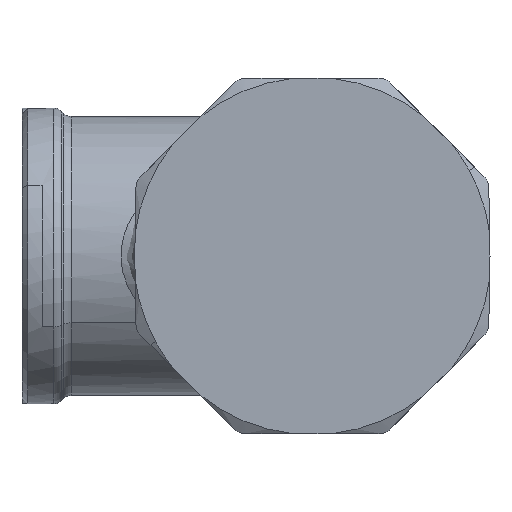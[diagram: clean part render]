
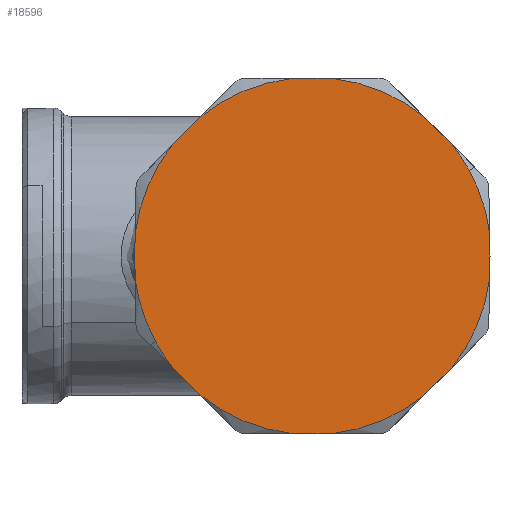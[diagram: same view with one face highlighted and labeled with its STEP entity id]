
A CAD part, left-side view. The second image highlights one B-rep face of the part: STEP entity #18596.
In plain terms, the highlighted planar face has unit normal (-1, 0, 0).
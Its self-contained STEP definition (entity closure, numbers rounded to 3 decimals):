
#7692=CARTESIAN_POINT('Axis2P3D Location',(-55.,0.,0.)) ;
#7696=CARTESIAN_POINT('Vertex',(-55.,1.786,15.9)) ;
#7698=CARTESIAN_POINT('Vertex',(-55.,9.98,12.506)) ;
#7763=CARTESIAN_POINT('Axis2P3D Location',(-55.,0.,0.)) ;
#7767=CARTESIAN_POINT('Vertex',(-55.,-14.041,7.671)) ;
#7769=CARTESIAN_POINT('Vertex',(-55.,-12.506,9.98)) ;
#7792=CARTESIAN_POINT('Axis2P3D Location',(-55.,0.,0.)) ;
#7796=CARTESIAN_POINT('Vertex',(-55.,-9.98,12.506)) ;
#7798=CARTESIAN_POINT('Vertex',(-55.,-1.786,15.9)) ;
#7863=CARTESIAN_POINT('Axis2P3D Location',(-55.,0.,0.)) ;
#7867=CARTESIAN_POINT('Vertex',(-55.,-15.866,2.063)) ;
#12915=CARTESIAN_POINT('Axis2P3D Location',(-55.,0.,0.)) ;
#12919=CARTESIAN_POINT('Vertex',(-55.,-12.506,-9.98)) ;
#12921=CARTESIAN_POINT('Vertex',(-55.,-15.866,-2.063)) ;
#12944=CARTESIAN_POINT('Axis2P3D Location',(-55.,0.,0.)) ;
#12948=CARTESIAN_POINT('Vertex',(-55.,-1.786,-15.9)) ;
#12950=CARTESIAN_POINT('Vertex',(-55.,-9.98,-12.506)) ;
#13015=CARTESIAN_POINT('Axis2P3D Location',(-55.,0.,0.)) ;
#13019=CARTESIAN_POINT('Vertex',(-55.,14.041,-7.671)) ;
#13021=CARTESIAN_POINT('Vertex',(-55.,12.506,-9.98)) ;
#13044=CARTESIAN_POINT('Axis2P3D Location',(-55.,0.,0.)) ;
#13048=CARTESIAN_POINT('Vertex',(-55.,9.98,-12.506)) ;
#13050=CARTESIAN_POINT('Vertex',(-55.,1.786,-15.9)) ;
#18436=CARTESIAN_POINT('Axis2P3D Location',(-55.,0.,0.)) ;
#18440=CARTESIAN_POINT('Vertex',(-55.,15.866,-2.063)) ;
#18506=CARTESIAN_POINT('Axis2P3D Location',(-55.,-16.,0.)) ;
#18511=CARTESIAN_POINT('Line Origine',(-55.,0.,-15.9)) ;
#18516=CARTESIAN_POINT('Line Origine',(-55.,-11.243,-11.243)) ;
#18521=CARTESIAN_POINT('Line Origine',(-55.,-15.884,-1.032)) ;
#18525=CARTESIAN_POINT('Vertex',(-55.,-15.902,0.)) ;
#18528=CARTESIAN_POINT('Line Origine',(-55.,-15.884,1.032)) ;
#18533=CARTESIAN_POINT('Line Origine',(-55.,-11.243,11.243)) ;
#18538=CARTESIAN_POINT('Line Origine',(-55.,0.,15.9)) ;
#18543=CARTESIAN_POINT('Line Origine',(-55.,11.243,11.243)) ;
#18547=CARTESIAN_POINT('Vertex',(-55.,12.506,9.98)) ;
#18550=CARTESIAN_POINT('Axis2P3D Location',(-55.,0.,0.)) ;
#18554=CARTESIAN_POINT('Vertex',(-55.,15.866,2.063)) ;
#18557=CARTESIAN_POINT('Line Origine',(-55.,15.884,1.032)) ;
#18561=CARTESIAN_POINT('Vertex',(-55.,15.902,0.)) ;
#18564=CARTESIAN_POINT('Line Origine',(-55.,15.884,-1.032)) ;
#18569=CARTESIAN_POINT('Line Origine',(-55.,11.243,-11.243)) ;
#18513=VECTOR('Line Direction',#18512,1.) ;
#18518=VECTOR('Line Direction',#18517,1.) ;
#18523=VECTOR('Line Direction',#18522,1.) ;
#18530=VECTOR('Line Direction',#18529,1.) ;
#18535=VECTOR('Line Direction',#18534,1.) ;
#18540=VECTOR('Line Direction',#18539,1.) ;
#18545=VECTOR('Line Direction',#18544,1.) ;
#18559=VECTOR('Line Direction',#18558,1.) ;
#18566=VECTOR('Line Direction',#18565,1.) ;
#18571=VECTOR('Line Direction',#18570,1.) ;
#7693=DIRECTION('Axis2P3D Direction',(1.,-0.,0.)) ;
#7764=DIRECTION('Axis2P3D Direction',(1.,-0.,0.)) ;
#7793=DIRECTION('Axis2P3D Direction',(1.,-0.,0.)) ;
#7864=DIRECTION('Axis2P3D Direction',(1.,-0.,0.)) ;
#12916=DIRECTION('Axis2P3D Direction',(1.,-0.,0.)) ;
#12945=DIRECTION('Axis2P3D Direction',(1.,-0.,0.)) ;
#13016=DIRECTION('Axis2P3D Direction',(1.,-0.,0.)) ;
#13045=DIRECTION('Axis2P3D Direction',(1.,-0.,0.)) ;
#18437=DIRECTION('Axis2P3D Direction',(1.,-0.,0.)) ;
#18507=DIRECTION('Axis2P3D Direction',(-1.,0.,0.)) ;
#18508=DIRECTION('Axis2P3D XDirection',(0.,1.,0.)) ;
#18512=DIRECTION('Vector Direction',(0.,1.,0.)) ;
#18517=DIRECTION('Vector Direction',(0.,0.707,-0.707)) ;
#18522=DIRECTION('Vector Direction',(0.,0.017,-1.)) ;
#18529=DIRECTION('Vector Direction',(0.,0.017,1.)) ;
#18534=DIRECTION('Vector Direction',(0.,-0.707,-0.707)) ;
#18539=DIRECTION('Vector Direction',(0.,-1.,0.)) ;
#18544=DIRECTION('Vector Direction',(0.,-0.707,0.707)) ;
#18551=DIRECTION('Axis2P3D Direction',(-1.,0.,0.)) ;
#18558=DIRECTION('Vector Direction',(0.,0.017,-1.)) ;
#18565=DIRECTION('Vector Direction',(0.,-0.017,-1.)) ;
#18570=DIRECTION('Vector Direction',(0.,0.707,0.707)) ;
#7694=AXIS2_PLACEMENT_3D('Circle Axis2P3D',#7692,#7693,$) ;
#7765=AXIS2_PLACEMENT_3D('Circle Axis2P3D',#7763,#7764,$) ;
#7794=AXIS2_PLACEMENT_3D('Circle Axis2P3D',#7792,#7793,$) ;
#7865=AXIS2_PLACEMENT_3D('Circle Axis2P3D',#7863,#7864,$) ;
#12917=AXIS2_PLACEMENT_3D('Circle Axis2P3D',#12915,#12916,$) ;
#12946=AXIS2_PLACEMENT_3D('Circle Axis2P3D',#12944,#12945,$) ;
#13017=AXIS2_PLACEMENT_3D('Circle Axis2P3D',#13015,#13016,$) ;
#13046=AXIS2_PLACEMENT_3D('Circle Axis2P3D',#13044,#13045,$) ;
#18438=AXIS2_PLACEMENT_3D('Circle Axis2P3D',#18436,#18437,$) ;
#18509=AXIS2_PLACEMENT_3D('Plane Axis2P3D',#18506,#18507,#18508) ;
#18552=AXIS2_PLACEMENT_3D('Circle Axis2P3D',#18550,#18551,$) ;
#18514=LINE('Line',#18511,#18513) ;
#18519=LINE('Line',#18516,#18518) ;
#18524=LINE('Line',#18521,#18523) ;
#18531=LINE('Line',#18528,#18530) ;
#18536=LINE('Line',#18533,#18535) ;
#18541=LINE('Line',#18538,#18540) ;
#18546=LINE('Line',#18543,#18545) ;
#18560=LINE('Line',#18557,#18559) ;
#18567=LINE('Line',#18564,#18566) ;
#18572=LINE('Line',#18569,#18571) ;
#7695=CIRCLE('generated circle',#7694,16.) ;
#7766=CIRCLE('generated circle',#7765,16.) ;
#7795=CIRCLE('generated circle',#7794,16.) ;
#7866=CIRCLE('generated circle',#7865,16.) ;
#12918=CIRCLE('generated circle',#12917,16.) ;
#12947=CIRCLE('generated circle',#12946,16.) ;
#13018=CIRCLE('generated circle',#13017,16.) ;
#13047=CIRCLE('generated circle',#13046,16.) ;
#18439=CIRCLE('generated circle',#18438,16.) ;
#18553=CIRCLE('generated circle',#18552,16.) ;
#18510=PLANE('',#18509) ;
#7700=EDGE_CURVE('',#7697,#7699,#7695,.F.) ;
#7771=EDGE_CURVE('',#7768,#7770,#7766,.F.) ;
#7800=EDGE_CURVE('',#7797,#7799,#7795,.F.) ;
#7869=EDGE_CURVE('',#7868,#7768,#7866,.F.) ;
#12923=EDGE_CURVE('',#12920,#12922,#12918,.F.) ;
#12952=EDGE_CURVE('',#12949,#12951,#12947,.F.) ;
#13023=EDGE_CURVE('',#13020,#13022,#13018,.F.) ;
#13052=EDGE_CURVE('',#13049,#13051,#13047,.F.) ;
#18442=EDGE_CURVE('',#18441,#13020,#18439,.F.) ;
#18515=EDGE_CURVE('',#12949,#13051,#18514,.T.) ;
#18520=EDGE_CURVE('',#12920,#12951,#18519,.T.) ;
#18527=EDGE_CURVE('',#18526,#12922,#18524,.T.) ;
#18532=EDGE_CURVE('',#18526,#7868,#18531,.T.) ;
#18537=EDGE_CURVE('',#7797,#7770,#18536,.T.) ;
#18542=EDGE_CURVE('',#7697,#7799,#18541,.T.) ;
#18549=EDGE_CURVE('',#18548,#7699,#18546,.T.) ;
#18556=EDGE_CURVE('',#18548,#18555,#18553,.T.) ;
#18563=EDGE_CURVE('',#18555,#18562,#18560,.T.) ;
#18568=EDGE_CURVE('',#18562,#18441,#18567,.T.) ;
#18573=EDGE_CURVE('',#13049,#13022,#18572,.T.) ;
#18575=ORIENTED_EDGE('',*,*,#18515,.F.) ;
#18576=ORIENTED_EDGE('',*,*,#12952,.T.) ;
#18577=ORIENTED_EDGE('',*,*,#18520,.F.) ;
#18578=ORIENTED_EDGE('',*,*,#12923,.T.) ;
#18579=ORIENTED_EDGE('',*,*,#18527,.F.) ;
#18580=ORIENTED_EDGE('',*,*,#18532,.T.) ;
#18581=ORIENTED_EDGE('',*,*,#7869,.T.) ;
#18582=ORIENTED_EDGE('',*,*,#7771,.T.) ;
#18583=ORIENTED_EDGE('',*,*,#18537,.F.) ;
#18584=ORIENTED_EDGE('',*,*,#7800,.T.) ;
#18585=ORIENTED_EDGE('',*,*,#18542,.F.) ;
#18586=ORIENTED_EDGE('',*,*,#7700,.T.) ;
#18587=ORIENTED_EDGE('',*,*,#18549,.F.) ;
#18588=ORIENTED_EDGE('',*,*,#18556,.T.) ;
#18589=ORIENTED_EDGE('',*,*,#18563,.T.) ;
#18590=ORIENTED_EDGE('',*,*,#18568,.T.) ;
#18591=ORIENTED_EDGE('',*,*,#18442,.T.) ;
#18592=ORIENTED_EDGE('',*,*,#13023,.T.) ;
#18593=ORIENTED_EDGE('',*,*,#18573,.F.) ;
#18594=ORIENTED_EDGE('',*,*,#13052,.T.) ;
#18574=EDGE_LOOP('',(#18575,#18576,#18577,#18578,#18579,#18580,#18581,#18582,#18583,#18584,#18585,#18586,#18587,#18588,#18589,#18590,#18591,#18592,#18593,#18594)) ;
#7697=VERTEX_POINT('',#7696) ;
#7699=VERTEX_POINT('',#7698) ;
#7768=VERTEX_POINT('',#7767) ;
#7770=VERTEX_POINT('',#7769) ;
#7797=VERTEX_POINT('',#7796) ;
#7799=VERTEX_POINT('',#7798) ;
#7868=VERTEX_POINT('',#7867) ;
#12920=VERTEX_POINT('',#12919) ;
#12922=VERTEX_POINT('',#12921) ;
#12949=VERTEX_POINT('',#12948) ;
#12951=VERTEX_POINT('',#12950) ;
#13020=VERTEX_POINT('',#13019) ;
#13022=VERTEX_POINT('',#13021) ;
#13049=VERTEX_POINT('',#13048) ;
#13051=VERTEX_POINT('',#13050) ;
#18441=VERTEX_POINT('',#18440) ;
#18526=VERTEX_POINT('',#18525) ;
#18548=VERTEX_POINT('',#18547) ;
#18555=VERTEX_POINT('',#18554) ;
#18562=VERTEX_POINT('',#18561) ;
#18596=ADVANCED_FACE('PartBody',(#18595),#18510,.T.) ;
#18595=FACE_OUTER_BOUND('',#18574,.T.) ;
